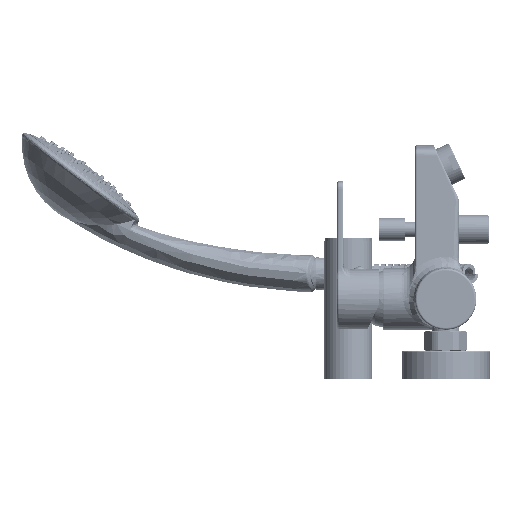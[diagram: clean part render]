
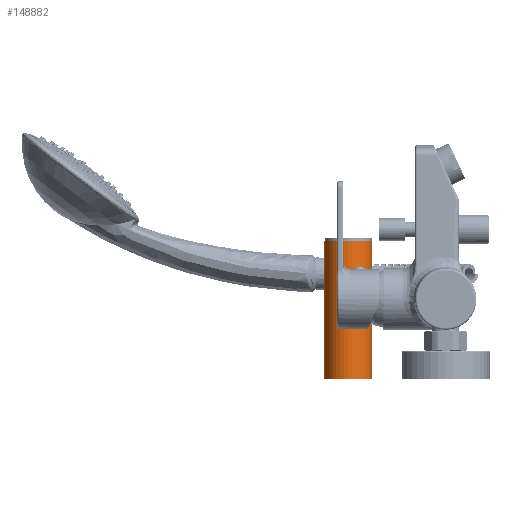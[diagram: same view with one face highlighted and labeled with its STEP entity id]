
A CAD part, left-side view. The second image highlights one B-rep face of the part: STEP entity #148882.
In plain terms, the highlighted cylindrical face has radius 17.25 mm (diameter 34.5 mm), a partial arc.
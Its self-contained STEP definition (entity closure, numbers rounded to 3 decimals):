
#146996=CARTESIAN_POINT('',(150.,70.,-57.2));
#146997=DIRECTION('',(0.,0.,1.));
#146998=DIRECTION('',(0.,1.,0.));
#146999=AXIS2_PLACEMENT_3D('',#146996,#146997,#146998);
#147042=DIRECTION('',(0.,0.,1.));
#147043=VECTOR('',#147042,99.);
#147044=CARTESIAN_POINT('',(150.,87.25,-57.2));
#147045=LINE('',#147044,#147043);
#147046=DIRECTION('',(0.,0.,1.));
#147047=VECTOR('',#147046,99.);
#147048=CARTESIAN_POINT('',(150.,52.75,-57.2));
#147049=LINE('',#147048,#147047);
#147282=CARTESIAN_POINT('',(150.,70.,41.8));
#147283=DIRECTION('',(0.,0.,1.));
#147284=DIRECTION('',(0.,1.,0.));
#147285=AXIS2_PLACEMENT_3D('',#147282,#147283,#147284);
#148018=CARTESIAN_POINT('',(150.,87.25,-57.2));
#148019=CARTESIAN_POINT('',(150.,52.75,-57.2));
#148020=VERTEX_POINT('',#148018);
#148021=VERTEX_POINT('',#148019);
#148022=CARTESIAN_POINT('',(150.,87.25,41.8));
#148023=CARTESIAN_POINT('',(150.,52.75,41.8));
#148024=VERTEX_POINT('',#148022);
#148025=VERTEX_POINT('',#148023);
#148868=CARTESIAN_POINT('',(150.,70.,-57.2));
#148869=DIRECTION('',(0.,0.,1.));
#148870=DIRECTION('',(0.,1.,0.));
#148871=AXIS2_PLACEMENT_3D('',#148868,#148869,#148870);
#148872=CYLINDRICAL_SURFACE('',#148871,17.25);
#148873=ORIENTED_EDGE('',*,*,#148835,.F.);
#148875=ORIENTED_EDGE('',*,*,#148874,.T.);
#148877=ORIENTED_EDGE('',*,*,#148876,.T.);
#148879=ORIENTED_EDGE('',*,*,#148878,.F.);
#148880=EDGE_LOOP('',(#148873,#148875,#148877,#148879));
#148881=FACE_OUTER_BOUND('',#148880,.F.);
#148882=ADVANCED_FACE('',(#148881),#148872,.T.);
#147000=CIRCLE('',#146999,17.25);
#147286=CIRCLE('',#147285,17.25);
#148835=EDGE_CURVE('',#148020,#148021,#147000,.T.);
#148874=EDGE_CURVE('',#148020,#148024,#147045,.T.);
#148876=EDGE_CURVE('',#148024,#148025,#147286,.T.);
#148878=EDGE_CURVE('',#148021,#148025,#147049,.T.);
